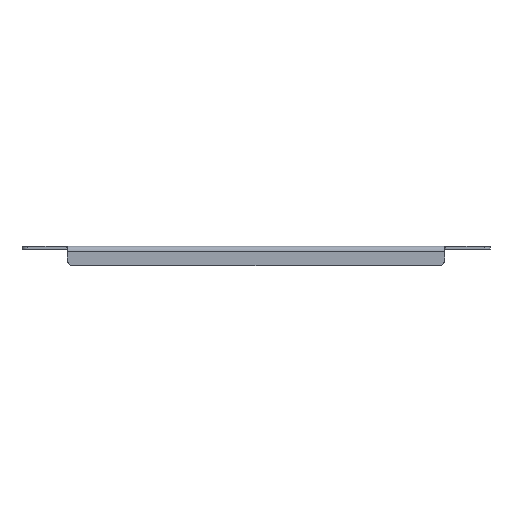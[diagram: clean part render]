
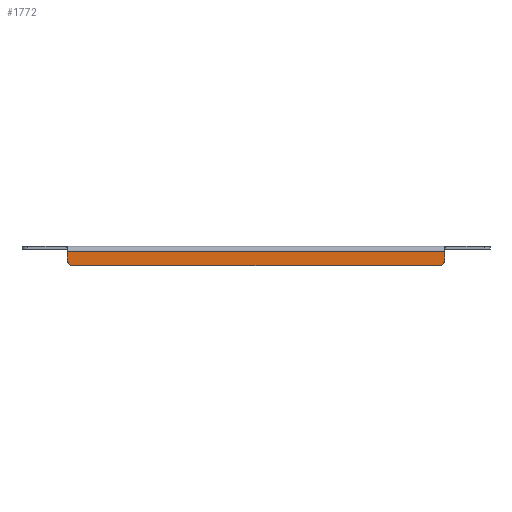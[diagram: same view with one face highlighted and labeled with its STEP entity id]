
A CAD part, left-side view. The second image highlights one B-rep face of the part: STEP entity #1772.
In plain terms, the highlighted planar face has unit normal (-1, 0, 0).
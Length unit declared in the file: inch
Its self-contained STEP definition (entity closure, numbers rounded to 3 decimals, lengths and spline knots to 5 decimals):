
#13 = EDGE_CURVE ( 'NONE', #1630, #494, #1486, .T. ) ;
#50 = CARTESIAN_POINT ( 'NONE',  ( -6.46875, 10.34375, 0. ) ) ;
#95 = ORIENTED_EDGE ( 'NONE', *, *, #1334, .T. ) ;
#143 = CARTESIAN_POINT ( 'NONE',  ( -6.46875, 10.34375, -0.875 ) ) ;
#174 = CARTESIAN_POINT ( 'NONE',  ( -6.46875, 8.21875, -0.875 ) ) ;
#184 = DIRECTION ( 'NONE',  ( -1., 0., 0. ) ) ;
#187 = CARTESIAN_POINT ( 'NONE',  ( -6.46875, -8.46875, -0.625 ) ) ;
#247 = CARTESIAN_POINT ( 'NONE',  ( -6.46875, -8.46875, -0.237 ) ) ;
#251 = VERTEX_POINT ( 'NONE', #247 ) ;
#256 = AXIS2_PLACEMENT_3D ( 'NONE', #1765, #1782, #1003 ) ;
#319 = AXIS2_PLACEMENT_3D ( 'NONE', #50, #184, #772 ) ;
#354 = ORIENTED_EDGE ( 'NONE', *, *, #843, .F. ) ;
#426 = VECTOR ( 'NONE', #1730, 39.37008 ) ;
#494 = VERTEX_POINT ( 'NONE', #1078 ) ;
#496 = VECTOR ( 'NONE', #738, 39.37008 ) ;
#584 = DIRECTION ( 'NONE',  ( 0., 0., 1. ) ) ;
#706 = LINE ( 'NONE', #1911, #426 ) ;
#720 = LINE ( 'NONE', #1642, #1618 ) ;
#738 = DIRECTION ( 'NONE',  ( 0., -1., 0. ) ) ;
#772 = DIRECTION ( 'NONE',  ( 0., 0., 1. ) ) ;
#793 = CARTESIAN_POINT ( 'NONE',  ( -6.46875, 8.21875, -0.625 ) ) ;
#843 = EDGE_CURVE ( 'NONE', #1874, #251, #706, .T. ) ;
#854 = ORIENTED_EDGE ( 'NONE', *, *, #13, .T. ) ;
#964 = ORIENTED_EDGE ( 'NONE', *, *, #1762, .T. ) ;
#998 = ORIENTED_EDGE ( 'NONE', *, *, #1929, .T. ) ;
#1003 = DIRECTION ( 'NONE',  ( 0., 0., 1. ) ) ;
#1063 = ORIENTED_EDGE ( 'NONE', *, *, #1293, .T. ) ;
#1078 = CARTESIAN_POINT ( 'NONE',  ( -6.46875, -8.21875, -0.875 ) ) ;
#1094 = DIRECTION ( 'NONE',  ( -1., 0., 0. ) ) ;
#1171 = AXIS2_PLACEMENT_3D ( 'NONE', #793, #1094, #1690 ) ;
#1175 = LINE ( 'NONE', #1446, #1873 ) ;
#1293 = EDGE_CURVE ( 'NONE', #1453, #251, #1175, .T. ) ;
#1327 = CARTESIAN_POINT ( 'NONE',  ( -6.46875, 8.46875, -0.625 ) ) ;
#1334 = EDGE_CURVE ( 'NONE', #494, #1453, #1776, .T. ) ;
#1392 = FACE_OUTER_BOUND ( 'NONE', #1601, .T. ) ;
#1446 = CARTESIAN_POINT ( 'NONE',  ( -6.46875, -8.46875, 0. ) ) ;
#1453 = VERTEX_POINT ( 'NONE', #187 ) ;
#1454 = CIRCLE ( 'NONE', #1171, 0.25 ) ;
#1485 = DIRECTION ( 'NONE',  ( 0., 0., -1. ) ) ;
#1486 = LINE ( 'NONE', #143, #496 ) ;
#1520 = VERTEX_POINT ( 'NONE', #1327 ) ;
#1526 = PLANE ( 'NONE',  #319 ) ;
#1580 = CARTESIAN_POINT ( 'NONE',  ( -6.46875, 8.46875, -0.237 ) ) ;
#1601 = EDGE_LOOP ( 'NONE', ( #998, #964, #854, #95, #1063, #354 ) ) ;
#1618 = VECTOR ( 'NONE', #1485, 39.37008 ) ;
#1630 = VERTEX_POINT ( 'NONE', #174 ) ;
#1642 = CARTESIAN_POINT ( 'NONE',  ( -6.46875, 8.46875, 0. ) ) ;
#1690 = DIRECTION ( 'NONE',  ( 0., 0., 1. ) ) ;
#1730 = DIRECTION ( 'NONE',  ( 0., -1., 0. ) ) ;
#1762 = EDGE_CURVE ( 'NONE', #1520, #1630, #1454, .T. ) ;
#1765 = CARTESIAN_POINT ( 'NONE',  ( -6.46875, -8.21875, -0.625 ) ) ;
#1772 = ADVANCED_FACE ( 'NONE', ( #1392 ), #1526, .T. ) ;
#1776 = CIRCLE ( 'NONE', #256, 0.25 ) ;
#1782 = DIRECTION ( 'NONE',  ( -1., 0., 0. ) ) ;
#1873 = VECTOR ( 'NONE', #584, 39.37008 ) ;
#1874 = VERTEX_POINT ( 'NONE', #1580 ) ;
#1911 = CARTESIAN_POINT ( 'NONE',  ( -6.46875, -8.46875, -0.237 ) ) ;
#1929 = EDGE_CURVE ( 'NONE', #1874, #1520, #720, .T. ) ;
